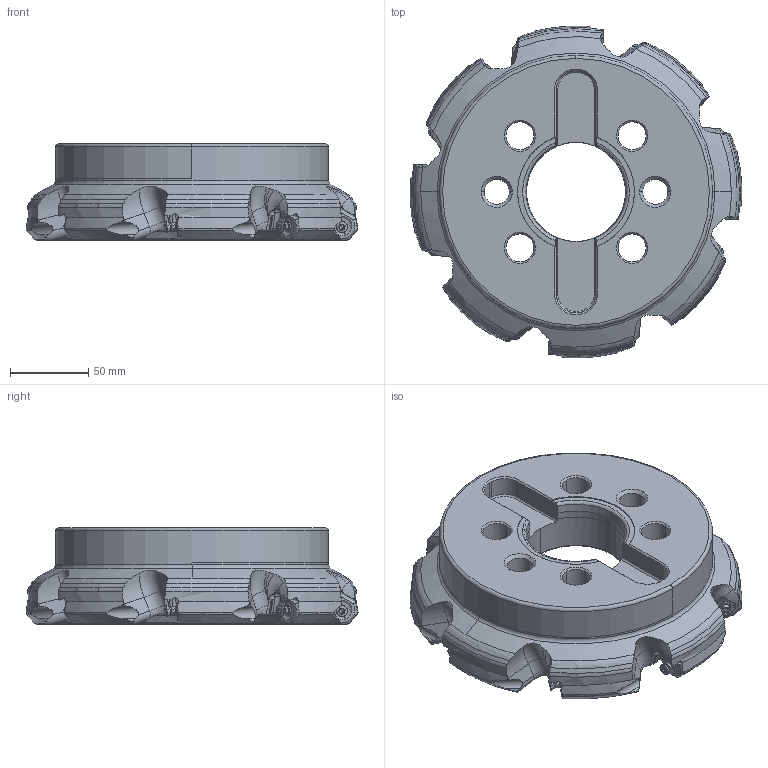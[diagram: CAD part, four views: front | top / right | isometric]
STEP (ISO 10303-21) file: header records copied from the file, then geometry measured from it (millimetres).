
FILE_DESCRIPTION((''),'2;1');
FILE_NAME('AHX640SUR0808MN_ASM','2021-08-24T13:56:54',('tlyw01'),('PTC Japan'),'CREO PARAMETRIC BY PTC INC, 2018500','CREO PARAMETRIC BY PTC INC, 2018500','');
FILE_SCHEMA(('AUTOMOTIVE_DESIGN { 1 0 10303 214 1 1 1 1 }'));
Length unit declared in the file: millimetre
Products named in the file (10): AHX640SUR0808MN_1; AHX640SUR0808MN_2; AHX640SUR0808MN_3; AHX640SUR0808MN_4; AHX640SUR0808MN_5; AHX640SUR0808MN_6; AHX640SUR0808MN_7; AHX640SUR0808MN_8; AHX640SUR0808MN_9; AHX640SUR0808MN_ASM
Assembly tree (9 placements, depth 2):
  AHX640SUR0808MN_ASM
    AHX640SUR0808MN_1
    AHX640SUR0808MN_2
    AHX640SUR0808MN_3
    AHX640SUR0808MN_4
    AHX640SUR0808MN_5
    AHX640SUR0808MN_6
    AHX640SUR0808MN_7
    AHX640SUR0808MN_8
    AHX640SUR0808MN_9
Bounding box: 212.64 x 212.74 x 61.71 mm (x, y, z)
Volume: 1035889.8 mm3; surface area: 124945.2 mm2
Topology: 9 solids, 9 shells, 985 faces, 2987 edges, 1973 vertices
Faces by surface type: cylinder 370, cone 222, plane 179, torus 126, sphere 56, revolution 16, bspline 16
Entity records: 56454 total; most frequent: CARTESIAN_POINT 24549, ORIENTED_EDGE 5846, DIRECTION 4240, EDGE_CURVE 2923, VERTEX_POINT 1973, AXIS2_PLACEMENT_3D 1788, B_SPLINE_CURVE_WITH_KNOTS 1479, EDGE_LOOP 1016
